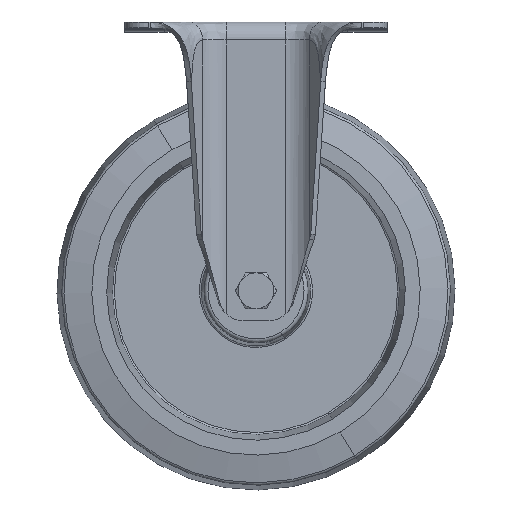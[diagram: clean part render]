
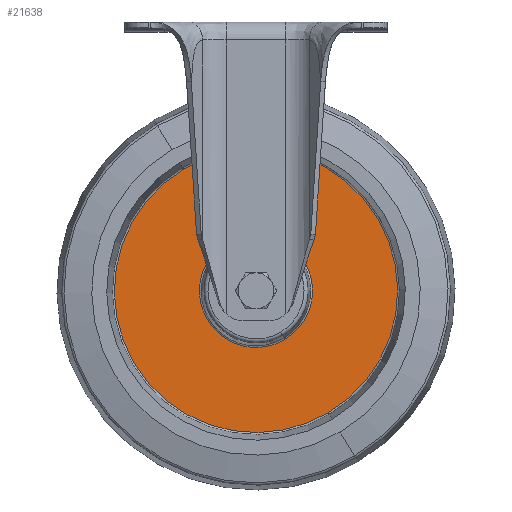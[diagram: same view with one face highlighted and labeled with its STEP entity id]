
A CAD part, top view. The second image highlights one B-rep face of the part: STEP entity #21638.
In plain terms, the highlighted planar face has unit normal (0, 0, 1).
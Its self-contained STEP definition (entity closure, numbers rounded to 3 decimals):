
#1055 = DIRECTION ( 'NONE',  ( 0., 0., -1. ) ) ;
#2110 = CARTESIAN_POINT ( 'NONE',  ( 14.563, -159.428, 6. ) ) ;
#2521 = DIRECTION ( 'NONE',  ( -0.512, 0.859, 0. ) ) ;
#3078 = AXIS2_PLACEMENT_3D ( 'NONE', #8945, #1055, #7124 ) ;
#3367 = FACE_OUTER_BOUND ( 'NONE', #18165, .T. ) ;
#4677 = CARTESIAN_POINT ( 'NONE',  ( 0., -135., 6. ) ) ;
#4988 = DIRECTION ( 'NONE',  ( -0.512, 0.859, 0. ) ) ;
#5572 = EDGE_CURVE ( 'NONE', #10196, #13308, #15180, .T. ) ;
#5739 = AXIS2_PLACEMENT_3D ( 'NONE', #6377, #20265, #10389 ) ;
#6377 = CARTESIAN_POINT ( 'NONE',  ( 0., -135., 6. ) ) ;
#6627 = EDGE_CURVE ( 'NONE', #11603, #21215, #10693, .T. ) ;
#6681 = CARTESIAN_POINT ( 'NONE',  ( 36.435, -196.117, 6. ) ) ;
#7124 = DIRECTION ( 'NONE',  ( -0.512, 0.859, 0. ) ) ;
#8945 = CARTESIAN_POINT ( 'NONE',  ( 61.844, -98.132, 6. ) ) ;
#9269 = ORIENTED_EDGE ( 'NONE', *, *, #5572, .T. ) ;
#10196 = VERTEX_POINT ( 'NONE', #25325 ) ;
#10389 = DIRECTION ( 'NONE',  ( -0.512, 0.859, 0. ) ) ;
#10693 = CIRCLE ( 'NONE', #5739, 28.439 ) ;
#10876 = PLANE ( 'NONE',  #3078 ) ;
#11096 = CIRCLE ( 'NONE', #14842, 28.439 ) ;
#11315 = DIRECTION ( 'NONE',  ( 0., 0., -1. ) ) ;
#11603 = VERTEX_POINT ( 'NONE', #2110 ) ;
#13308 = VERTEX_POINT ( 'NONE', #6681 ) ;
#13564 = EDGE_CURVE ( 'NONE', #21215, #11603, #11096, .T. ) ;
#14774 = AXIS2_PLACEMENT_3D ( 'NONE', #16922, #24669, #4988 ) ;
#14842 = AXIS2_PLACEMENT_3D ( 'NONE', #19224, #11315, #15212 ) ;
#15180 = CIRCLE ( 'NONE', #14774, 71.153 ) ;
#15212 = DIRECTION ( 'NONE',  ( -0.512, 0.859, 0. ) ) ;
#15976 = AXIS2_PLACEMENT_3D ( 'NONE', #4677, #19996, #2521 ) ;
#15982 = ORIENTED_EDGE ( 'NONE', *, *, #6627, .T. ) ;
#16819 = EDGE_LOOP ( 'NONE', ( #21535, #15982 ) ) ;
#16922 = CARTESIAN_POINT ( 'NONE',  ( 0., -135., 6. ) ) ;
#18165 = EDGE_LOOP ( 'NONE', ( #9269, #21769 ) ) ;
#18922 = FACE_BOUND ( 'NONE', #16819, .T. ) ;
#19224 = CARTESIAN_POINT ( 'NONE',  ( 0., -135., 6. ) ) ;
#19996 = DIRECTION ( 'NONE',  ( 0., 0., 1. ) ) ;
#20265 = DIRECTION ( 'NONE',  ( 0., 0., -1. ) ) ;
#21215 = VERTEX_POINT ( 'NONE', #22705 ) ;
#21334 = CIRCLE ( 'NONE', #15976, 71.153 ) ;
#21535 = ORIENTED_EDGE ( 'NONE', *, *, #13564, .T. ) ;
#21638 = ADVANCED_FACE ( 'NONE', ( #18922, #3367 ), #10876, .F. ) ;
#21769 = ORIENTED_EDGE ( 'NONE', *, *, #24273, .T. ) ;
#22705 = CARTESIAN_POINT ( 'NONE',  ( -14.563, -110.572, 6. ) ) ;
#24273 = EDGE_CURVE ( 'NONE', #13308, #10196, #21334, .T. ) ;
#24669 = DIRECTION ( 'NONE',  ( 0., 0., 1. ) ) ;
#25325 = CARTESIAN_POINT ( 'NONE',  ( -36.435, -73.883, 6. ) ) ;
